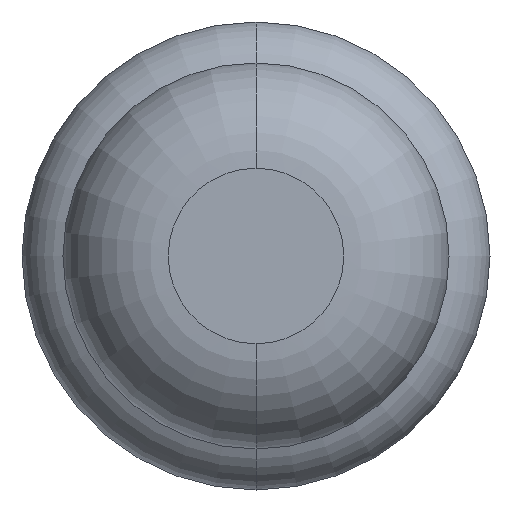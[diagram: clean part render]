
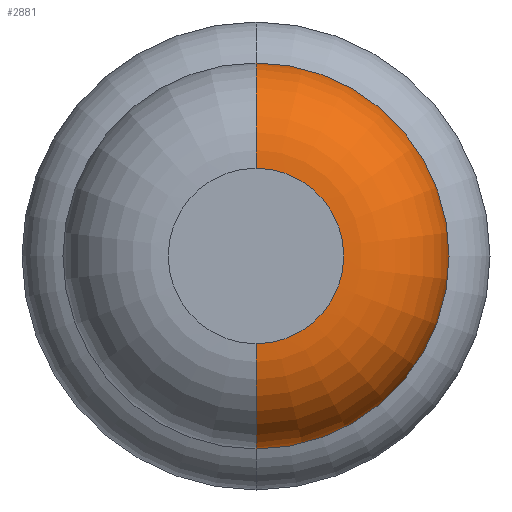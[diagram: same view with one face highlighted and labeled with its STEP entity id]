
A CAD part, front view. The second image highlights one B-rep face of the part: STEP entity #2881.
In plain terms, the highlighted toroidal (fillet/blend) face has major radius 0.375 mm and minor radius 0.45 mm.
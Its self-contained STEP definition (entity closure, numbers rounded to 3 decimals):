
#42 = CARTESIAN_POINT ( 'NONE',  ( 0., -28.55, -0.825 ) ) ;
#54 = ORIENTED_EDGE ( 'NONE', *, *, #3189, .F. ) ;
#283 = DIRECTION ( 'NONE',  ( 1., 0., 0. ) ) ;
#311 = AXIS2_PLACEMENT_3D ( 'NONE', #1430, #2056, #1869 ) ;
#351 = CARTESIAN_POINT ( 'NONE',  ( 0., -28.55, -0.375 ) ) ;
#598 = CARTESIAN_POINT ( 'NONE',  ( 0., -28.55, 0.825 ) ) ;
#704 = CIRCLE ( 'NONE', #3006, 0.45 ) ;
#766 = DIRECTION ( 'NONE',  ( 0., 0., -1. ) ) ;
#826 = CARTESIAN_POINT ( 'NONE',  ( 0., -29., 0.375 ) ) ;
#892 = DIRECTION ( 'NONE',  ( 0., 1., 0. ) ) ;
#1037 = CIRCLE ( 'NONE', #2171, 0.825 ) ;
#1059 = AXIS2_PLACEMENT_3D ( 'NONE', #3156, #892, #2924 ) ;
#1099 = VERTEX_POINT ( 'NONE', #1169 ) ;
#1128 = CARTESIAN_POINT ( 'NONE',  ( 0., -28.55, 0. ) ) ;
#1150 = TOROIDAL_SURFACE ( 'NONE', #1059, 0.375, 0.45 ) ;
#1169 = CARTESIAN_POINT ( 'NONE',  ( 0., -29., -0.375 ) ) ;
#1217 = EDGE_CURVE ( 'Defeature ausgef�hrt1_7+Defeature ausgef�hrt1_6+Defeature ausgef�hrt1_6+Defeature ausgef�hrt1_6', #2193, #1099, #2856, .T. ) ;
#1338 = VERTEX_POINT ( 'NONE', #42 ) ;
#1430 = CARTESIAN_POINT ( 'NONE',  ( 0., -28.55, 0.375 ) ) ;
#1438 = ORIENTED_EDGE ( 'NONE', *, *, #1217, .T. ) ;
#1481 = EDGE_CURVE ( 'Defeature ausgef�hrt1_8+Defeature ausgef�hrt1_7+Defeature ausgef�hrt1_7+Defeature ausgef�hrt1_7', #2148, #1338, #1037, .T. ) ;
#1516 = FACE_OUTER_BOUND ( 'NONE', #2768, .T. ) ;
#1603 = DIRECTION ( 'NONE',  ( 0., 0., 1. ) ) ;
#1867 = DIRECTION ( 'NONE',  ( 0., 1., 0. ) ) ;
#1869 = DIRECTION ( 'NONE',  ( 0., 0., 1. ) ) ;
#2056 = DIRECTION ( 'NONE',  ( -1., 0., 0. ) ) ;
#2148 = VERTEX_POINT ( 'NONE', #598 ) ;
#2171 = AXIS2_PLACEMENT_3D ( 'NONE', #1128, #1867, #1603 ) ;
#2193 = VERTEX_POINT ( 'NONE', #826 ) ;
#2369 = ORIENTED_EDGE ( 'NONE', *, *, #2640, .T. ) ;
#2465 = DIRECTION ( 'NONE',  ( 0., 1., 0. ) ) ;
#2640 = EDGE_CURVE ( 'NONE', #1099, #1338, #704, .T. ) ;
#2711 = CARTESIAN_POINT ( 'NONE',  ( 0., -29., 0. ) ) ;
#2768 = EDGE_LOOP ( 'NONE', ( #1438, #2369, #3067, #54 ) ) ;
#2856 = CIRCLE ( 'NONE', #3228, 0.375 ) ;
#2881 = ADVANCED_FACE ( 'Defeature ausgef�hrt1_7', ( #1516 ), #1150, .T. ) ;
#2887 = CIRCLE ( 'NONE', #311, 0.45 ) ;
#2924 = DIRECTION ( 'NONE',  ( 0., 0., 1. ) ) ;
#3006 = AXIS2_PLACEMENT_3D ( 'NONE', #351, #283, #766 ) ;
#3067 = ORIENTED_EDGE ( 'NONE', *, *, #1481, .F. ) ;
#3156 = CARTESIAN_POINT ( 'NONE',  ( 0., -28.55, 0. ) ) ;
#3189 = EDGE_CURVE ( 'NONE', #2193, #2148, #2887, .T. ) ;
#3197 = DIRECTION ( 'NONE',  ( 0., 0., 1. ) ) ;
#3228 = AXIS2_PLACEMENT_3D ( 'NONE', #2711, #2465, #3197 ) ;
